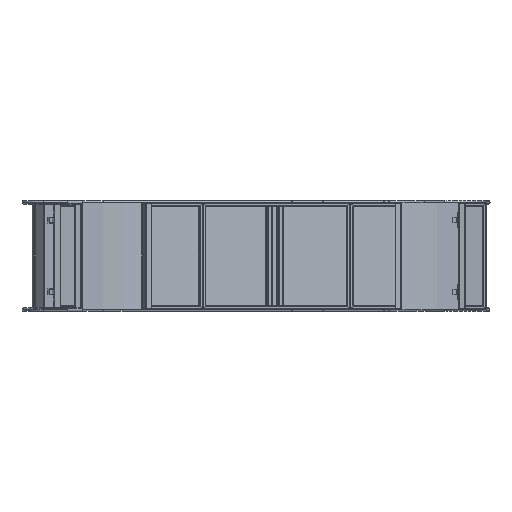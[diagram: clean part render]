
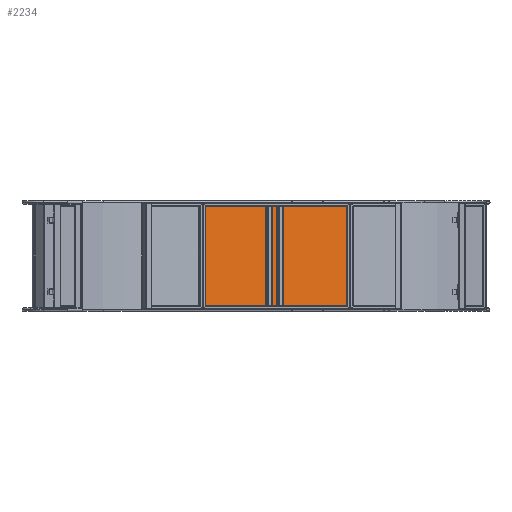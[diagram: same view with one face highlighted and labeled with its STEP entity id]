
A CAD part, front view. The second image highlights one B-rep face of the part: STEP entity #2234.
In plain terms, the highlighted face is planar.
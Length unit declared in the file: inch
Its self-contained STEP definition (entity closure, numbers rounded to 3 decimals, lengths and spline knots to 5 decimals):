
#186 = VECTOR ( 'NONE', #25053, 39.37008 ) ;
#354 = LINE ( 'NONE', #14949, #12205 ) ;
#1473 = ORIENTED_EDGE ( 'NONE', *, *, #36818, .F. ) ;
#2234 = ADVANCED_FACE ( 'NONE', ( #28370 ), #19970, .F. ) ;
#2325 = DIRECTION ( 'NONE',  ( 0., 0., 1. ) ) ;
#4210 = CARTESIAN_POINT ( 'NONE',  ( 14.8622, -0.0598, 23.91236 ) ) ;
#4600 = LINE ( 'NONE', #4210, #8597 ) ;
#5126 = VERTEX_POINT ( 'NONE', #26037 ) ;
#5515 = EDGE_LOOP ( 'NONE', ( #25458, #27787, #1473, #33929 ) ) ;
#8064 = DIRECTION ( 'NONE',  ( 0., 1., 0. ) ) ;
#8597 = VECTOR ( 'NONE', #27722, 39.37008 ) ;
#10709 = LINE ( 'NONE', #30991, #17851 ) ;
#10946 = CARTESIAN_POINT ( 'NONE',  ( 0., -0.0598, 0. ) ) ;
#12061 = EDGE_CURVE ( 'NONE', #13155, #26327, #354, .T. ) ;
#12080 = AXIS2_PLACEMENT_3D ( 'NONE', #10946, #8064, #2325 ) ;
#12205 = VECTOR ( 'NONE', #15127, 39.37008 ) ;
#13155 = VERTEX_POINT ( 'NONE', #15134 ) ;
#14800 = EDGE_CURVE ( 'NONE', #5126, #13155, #10709, .T. ) ;
#14949 = CARTESIAN_POINT ( 'NONE',  ( -14.91236, -0.0598, 23.8622 ) ) ;
#15127 = DIRECTION ( 'NONE',  ( 1., 0., 0. ) ) ;
#15134 = CARTESIAN_POINT ( 'NONE',  ( -14.8622, -0.0598, 23.8622 ) ) ;
#15535 = EDGE_CURVE ( 'NONE', #26327, #30786, #4600, .T. ) ;
#17851 = VECTOR ( 'NONE', #25439, 39.37008 ) ;
#19911 = LINE ( 'NONE', #31548, #186 ) ;
#19970 = PLANE ( 'NONE',  #12080 ) ;
#25053 = DIRECTION ( 'NONE',  ( -1., 0., 0. ) ) ;
#25439 = DIRECTION ( 'NONE',  ( 0., 0., 1. ) ) ;
#25458 = ORIENTED_EDGE ( 'NONE', *, *, #12061, .F. ) ;
#26037 = CARTESIAN_POINT ( 'NONE',  ( -14.8622, -0.0598, -23.8622 ) ) ;
#26253 = CARTESIAN_POINT ( 'NONE',  ( 14.8622, -0.0598, -23.8622 ) ) ;
#26327 = VERTEX_POINT ( 'NONE', #36747 ) ;
#27722 = DIRECTION ( 'NONE',  ( 0., 0., -1. ) ) ;
#27787 = ORIENTED_EDGE ( 'NONE', *, *, #14800, .F. ) ;
#28370 = FACE_OUTER_BOUND ( 'NONE', #5515, .T. ) ;
#30786 = VERTEX_POINT ( 'NONE', #26253 ) ;
#30991 = CARTESIAN_POINT ( 'NONE',  ( -14.8622, -0.0598, -23.91236 ) ) ;
#31548 = CARTESIAN_POINT ( 'NONE',  ( 14.91236, -0.0598, -23.8622 ) ) ;
#33929 = ORIENTED_EDGE ( 'NONE', *, *, #15535, .F. ) ;
#36747 = CARTESIAN_POINT ( 'NONE',  ( 14.8622, -0.0598, 23.8622 ) ) ;
#36818 = EDGE_CURVE ( 'NONE', #30786, #5126, #19911, .T. ) ;
